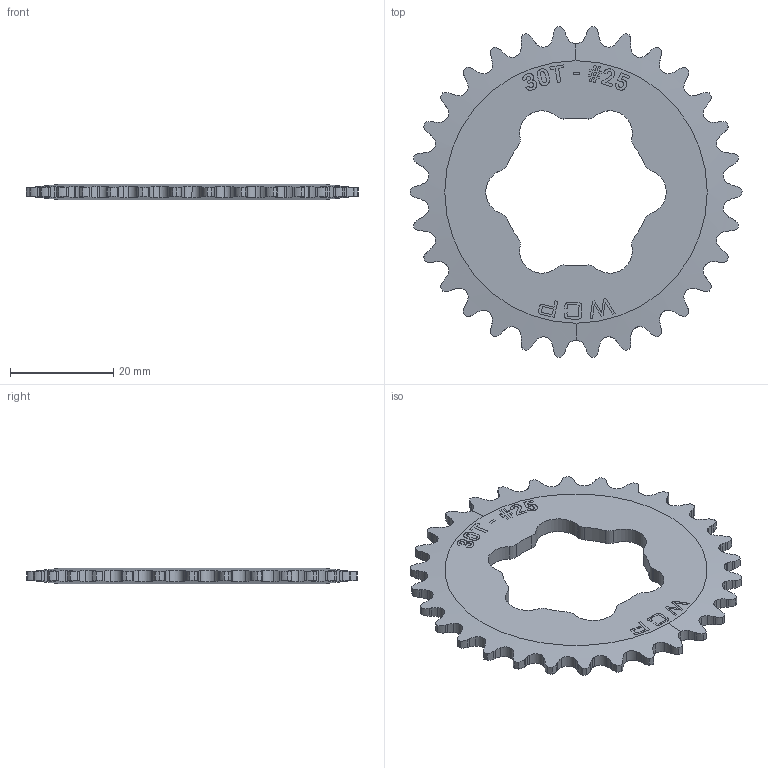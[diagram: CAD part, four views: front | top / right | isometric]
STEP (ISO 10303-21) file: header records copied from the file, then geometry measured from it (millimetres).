
FILE_DESCRIPTION (( 'STEP AP214' ), '1' );
FILE_NAME ('WCP-0965 Rev2.step', '2023-12-13T23:17:14', ( '' ), ( '' ), 'SwSTEP 2.0', 'SolidWorks 2022', '' );
FILE_SCHEMA (( 'AUTOMOTIVE_DESIGN' ));
Length unit declared in the file: inch
Products named in the file (1): WCP-0965 Rev2
Bounding box: 64.23 x 63.96 x 3 mm (x, y, z)
Volume: 5795.3 mm3; surface area: 5120.5 mm2
Topology: 1 solids, 1 shells, 447 faces, 1294 edges, 862 vertices
Faces by surface type: cylinder 224, plane 177, bspline 42, cone 4
Entity records: 18218 total; most frequent: CARTESIAN_POINT 7462, ORIENTED_EDGE 2588, DIRECTION 1692, EDGE_CURVE 1294, VERTEX_POINT 862, VECTOR 636, LINE 636, B_SPLINE_CURVE_WITH_KNOTS 536
